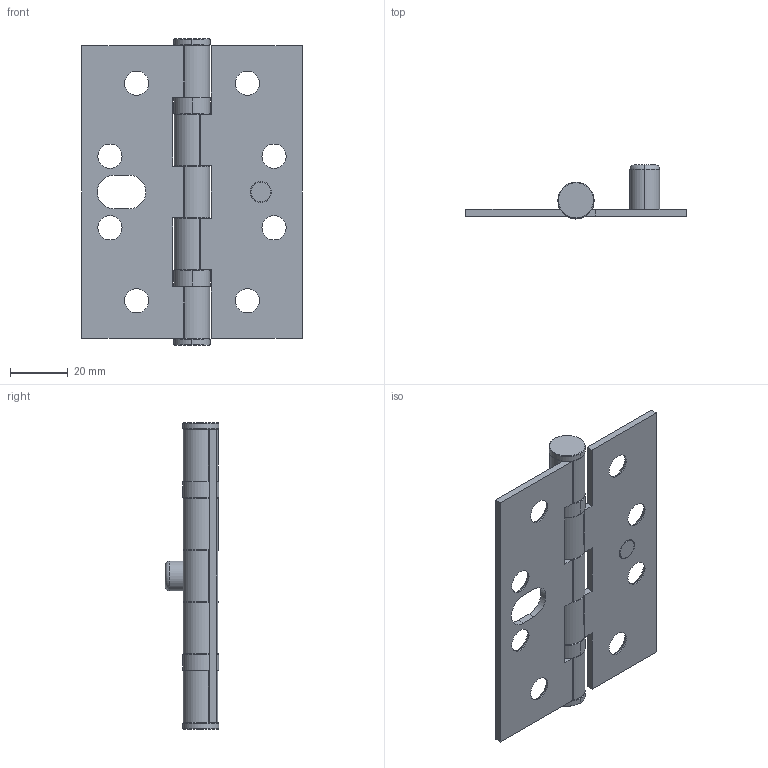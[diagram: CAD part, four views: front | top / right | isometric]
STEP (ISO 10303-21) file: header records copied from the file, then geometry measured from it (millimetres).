
FILE_DESCRIPTION (( 'STEP AP214' ), '1' );
FILE_NAME ('2108 Security Butt Hinge 76x102mm 2.5mm SS.STEP', '2022-10-30T22:52:19', ( '' ), ( '' ), 'SwSTEP 2.0', 'SolidWorks 2022', '' );
FILE_SCHEMA (( 'AUTOMOTIVE_DESIGN' ));
Length unit declared in the file: millimetre
Products named in the file (5): 2108 3 finger leaf; 2108 thrust bearing ; 2108 2 finger leaf; 2108 end caps ; 2108 Security Butt Hinge 76x102mm 2.5mm SS
Assembly tree (6 placements, depth 2):
  2108 Security Butt Hinge 76x102mm 2.5mm SS
    2108 2 finger leaf
    2108 3 finger leaf
    2108 end caps   x2
    2108 thrust bearing   x2
Bounding box: 76.48 x 18.69 x 106.4 mm (x, y, z)
Volume: 23676.2 mm3; surface area: 22111.7 mm2
Topology: 7 solids, 7 shells, 169 faces, 366 edges, 212 vertices
Faces by surface type: plane 81, cylinder 52, cone 32, torus 4
Entity records: 4399 total; most frequent: DIRECTION 790, CARTESIAN_POINT 696, ORIENTED_EDGE 676, EDGE_CURVE 338, AXIS2_PLACEMENT_3D 290, LINE 210, VECTOR 210, VERTEX_POINT 196
